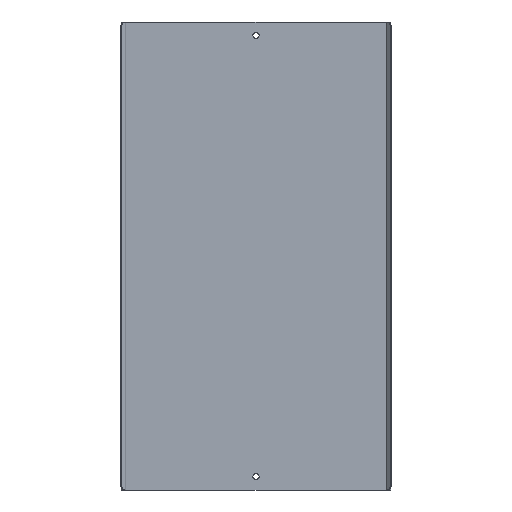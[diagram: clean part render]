
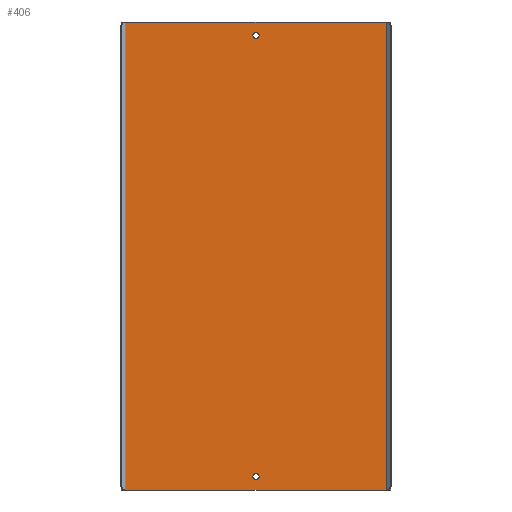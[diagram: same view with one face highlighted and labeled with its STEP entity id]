
A CAD part, front view. The second image highlights one B-rep face of the part: STEP entity #406.
In plain terms, the highlighted planar face has unit normal (0, -1, 0).
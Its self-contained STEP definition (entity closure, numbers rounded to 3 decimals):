
#69 = CARTESIAN_POINT ( 'NONE',  ( 150., 0., 525. ) ) ;
#111 = VERTEX_POINT ( 'NONE', #813 ) ;
#164 = CARTESIAN_POINT ( 'NONE',  ( 0., 0., 18.45 ) ) ;
#191 = DIRECTION ( 'NONE',  ( 0., 0., -1. ) ) ;
#211 = EDGE_CURVE ( 'NONE', #1765, #1246, #1166, .T. ) ;
#219 = EDGE_CURVE ( 'NONE', #111, #1747, #2091, .T. ) ;
#241 = CARTESIAN_POINT ( 'NONE',  ( -148.5, 0., 0. ) ) ;
#249 = DIRECTION ( 'NONE',  ( 0., 1., 0. ) ) ;
#272 = EDGE_CURVE ( 'NONE', #1747, #1271, #1073, .T. ) ;
#287 = PLANE ( 'NONE',  #2429 ) ;
#289 = ORIENTED_EDGE ( 'NONE', *, *, #2704, .T. ) ;
#314 = CARTESIAN_POINT ( 'NONE',  ( 148.5, 0., 525. ) ) ;
#362 = CARTESIAN_POINT ( 'NONE',  ( 0., 0., 11.55 ) ) ;
#390 = CARTESIAN_POINT ( 'NONE',  ( 0., 0., 15. ) ) ;
#406 = ADVANCED_FACE ( 'NONE', ( #1089, #1330, #2552 ), #287, .F. ) ;
#458 = LINE ( 'NONE', #69, #1643 ) ;
#480 = EDGE_CURVE ( 'NONE', #111, #578, #458, .T. ) ;
#484 = EDGE_CURVE ( 'NONE', #1246, #1765, #2254, .T. ) ;
#534 = ORIENTED_EDGE ( 'NONE', *, *, #480, .F. ) ;
#578 = VERTEX_POINT ( 'NONE', #314 ) ;
#616 = DIRECTION ( 'NONE',  ( 0., 0., 1. ) ) ;
#656 = DIRECTION ( 'NONE',  ( 0., 1., 0. ) ) ;
#728 = VECTOR ( 'NONE', #191, 1000. ) ;
#732 = DIRECTION ( 'NONE',  ( 0., 1., 0. ) ) ;
#778 = ORIENTED_EDGE ( 'NONE', *, *, #219, .T. ) ;
#813 = CARTESIAN_POINT ( 'NONE',  ( -148.5, 0., 525. ) ) ;
#844 = ORIENTED_EDGE ( 'NONE', *, *, #484, .T. ) ;
#875 = CARTESIAN_POINT ( 'NONE',  ( 150., 0., 525. ) ) ;
#919 = CARTESIAN_POINT ( 'NONE',  ( 0., 0., 510. ) ) ;
#921 = DIRECTION ( 'NONE',  ( 0., 0., 1. ) ) ;
#993 = CARTESIAN_POINT ( 'NONE',  ( 148.5, 0., 525. ) ) ;
#1052 = DIRECTION ( 'NONE',  ( 1., 0., 0. ) ) ;
#1073 = LINE ( 'NONE', #1671, #1905 ) ;
#1089 = FACE_BOUND ( 'NONE', #2047, .T. ) ;
#1166 = CIRCLE ( 'NONE', #2693, 3.45 ) ;
#1175 = ORIENTED_EDGE ( 'NONE', *, *, #272, .T. ) ;
#1177 = EDGE_CURVE ( 'NONE', #578, #1271, #1787, .T. ) ;
#1234 = CARTESIAN_POINT ( 'NONE',  ( 0., 0., 506.55 ) ) ;
#1245 = AXIS2_PLACEMENT_3D ( 'NONE', #390, #1662, #2500 ) ;
#1246 = VERTEX_POINT ( 'NONE', #1234 ) ;
#1271 = VERTEX_POINT ( 'NONE', #1621 ) ;
#1330 = FACE_BOUND ( 'NONE', #1630, .T. ) ;
#1360 = CARTESIAN_POINT ( 'NONE',  ( 0., 0., 15. ) ) ;
#1513 = VECTOR ( 'NONE', #2718, 1000. ) ;
#1621 = CARTESIAN_POINT ( 'NONE',  ( 148.5, 0., 0. ) ) ;
#1630 = EDGE_LOOP ( 'NONE', ( #2005, #844 ) ) ;
#1643 = VECTOR ( 'NONE', #2143, 1000. ) ;
#1659 = CARTESIAN_POINT ( 'NONE',  ( -148.5, 0., 525. ) ) ;
#1662 = DIRECTION ( 'NONE',  ( 0., 1., 0. ) ) ;
#1671 = CARTESIAN_POINT ( 'NONE',  ( 150., 0., 0. ) ) ;
#1737 = EDGE_LOOP ( 'NONE', ( #1175, #1819, #534, #778 ) ) ;
#1743 = DIRECTION ( 'NONE',  ( 0., 0., 1. ) ) ;
#1747 = VERTEX_POINT ( 'NONE', #241 ) ;
#1765 = VERTEX_POINT ( 'NONE', #1978 ) ;
#1766 = EDGE_CURVE ( 'NONE', #1988, #2244, #2422, .T. ) ;
#1787 = LINE ( 'NONE', #993, #728 ) ;
#1819 = ORIENTED_EDGE ( 'NONE', *, *, #1177, .F. ) ;
#1831 = CARTESIAN_POINT ( 'NONE',  ( 0., 0., 510. ) ) ;
#1883 = ORIENTED_EDGE ( 'NONE', *, *, #1766, .T. ) ;
#1905 = VECTOR ( 'NONE', #1052, 1000. ) ;
#1948 = AXIS2_PLACEMENT_3D ( 'NONE', #919, #249, #1743 ) ;
#1976 = DIRECTION ( 'NONE',  ( 0., 0., 1. ) ) ;
#1978 = CARTESIAN_POINT ( 'NONE',  ( 0., 0., 513.45 ) ) ;
#1988 = VERTEX_POINT ( 'NONE', #362 ) ;
#2005 = ORIENTED_EDGE ( 'NONE', *, *, #211, .T. ) ;
#2047 = EDGE_LOOP ( 'NONE', ( #289, #1883 ) ) ;
#2091 = LINE ( 'NONE', #1659, #1513 ) ;
#2143 = DIRECTION ( 'NONE',  ( 1., 0., 0. ) ) ;
#2184 = DIRECTION ( 'NONE',  ( 0., 1., 0. ) ) ;
#2244 = VERTEX_POINT ( 'NONE', #164 ) ;
#2254 = CIRCLE ( 'NONE', #1948, 3.45 ) ;
#2422 = CIRCLE ( 'NONE', #2507, 3.45 ) ;
#2429 = AXIS2_PLACEMENT_3D ( 'NONE', #875, #2184, #1976 ) ;
#2500 = DIRECTION ( 'NONE',  ( 0., 0., 1. ) ) ;
#2507 = AXIS2_PLACEMENT_3D ( 'NONE', #1360, #732, #921 ) ;
#2552 = FACE_OUTER_BOUND ( 'NONE', #1737, .T. ) ;
#2693 = AXIS2_PLACEMENT_3D ( 'NONE', #1831, #656, #616 ) ;
#2704 = EDGE_CURVE ( 'NONE', #2244, #1988, #2732, .T. ) ;
#2718 = DIRECTION ( 'NONE',  ( 0., 0., -1. ) ) ;
#2732 = CIRCLE ( 'NONE', #1245, 3.45 ) ;
